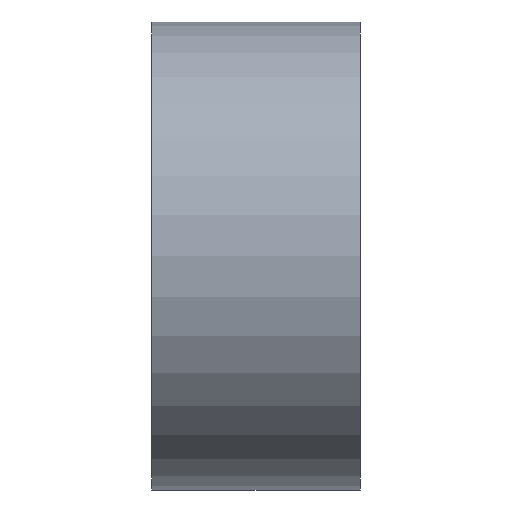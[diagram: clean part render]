
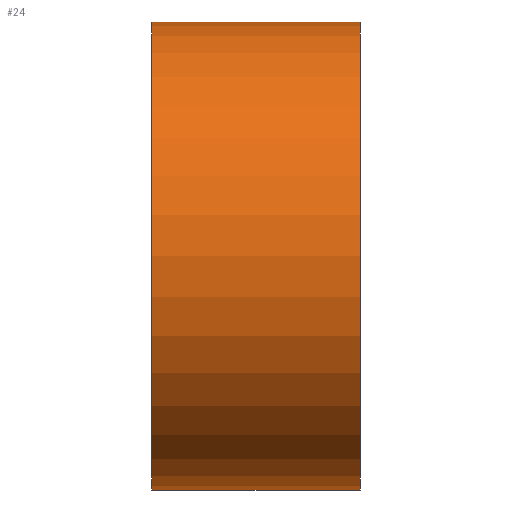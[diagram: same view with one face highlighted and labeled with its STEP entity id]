
A CAD part, left-side view. The second image highlights one B-rep face of the part: STEP entity #24.
In plain terms, the highlighted cylindrical face has radius 3.956 mm (diameter 7.912 mm), a partial arc.
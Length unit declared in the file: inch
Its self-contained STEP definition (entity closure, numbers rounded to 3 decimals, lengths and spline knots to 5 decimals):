
#24 = ADVANCED_FACE ( 'NONE', ( #491 ), #27, .T. ) ;
#25 = EDGE_CURVE ( 'NONE', #298, #65, #160, .T. ) ;
#27 = CYLINDRICAL_SURFACE ( 'NONE', #391, 0.15575 ) ;
#31 = CARTESIAN_POINT ( 'NONE',  ( 0., 0.06925, 0.15575 ) ) ;
#65 = VERTEX_POINT ( 'NONE', #31 ) ;
#102 = ORIENTED_EDGE ( 'NONE', *, *, #25, .F. ) ;
#120 = ORIENTED_EDGE ( 'NONE', *, *, #559, .T. ) ;
#145 = AXIS2_PLACEMENT_3D ( 'NONE', #192, #187, #184 ) ;
#160 = CIRCLE ( 'NONE', #392, 0.15575 ) ;
#184 = DIRECTION ( 'NONE',  ( 0., 0., 1. ) ) ;
#187 = DIRECTION ( 'NONE',  ( 0., 1., 0. ) ) ;
#192 = CARTESIAN_POINT ( 'NONE',  ( 0., -0.06925, 0. ) ) ;
#195 = CARTESIAN_POINT ( 'NONE',  ( 0., 0.06925, -0.15575 ) ) ;
#200 = ORIENTED_EDGE ( 'NONE', *, *, #556, .T. ) ;
#217 = DIRECTION ( 'NONE',  ( 0., -1., 0. ) ) ;
#250 = CARTESIAN_POINT ( 'NONE',  ( 0., 0.06925, -0.15575 ) ) ;
#255 = DIRECTION ( 'NONE',  ( 0., -1., 0. ) ) ;
#265 = DIRECTION ( 'NONE',  ( 0., 1., 0. ) ) ;
#266 = CARTESIAN_POINT ( 'NONE',  ( 0., 0.06925, 0.15575 ) ) ;
#280 = VERTEX_POINT ( 'NONE', #307 ) ;
#298 = VERTEX_POINT ( 'NONE', #195 ) ;
#300 = CIRCLE ( 'NONE', #145, 0.15575 ) ;
#301 = CARTESIAN_POINT ( 'NONE',  ( 0., -0.06925, 0.15575 ) ) ;
#307 = CARTESIAN_POINT ( 'NONE',  ( 0., -0.06925, -0.15575 ) ) ;
#312 = LINE ( 'NONE', #266, #415 ) ;
#325 = CARTESIAN_POINT ( 'NONE',  ( 0., 0.06925, 0. ) ) ;
#383 = DIRECTION ( 'NONE',  ( 0., -1., 0. ) ) ;
#391 = AXIS2_PLACEMENT_3D ( 'NONE', #468, #383, #394 ) ;
#392 = AXIS2_PLACEMENT_3D ( 'NONE', #325, #265, #526 ) ;
#394 = DIRECTION ( 'NONE',  ( 0., 0., -1. ) ) ;
#415 = VECTOR ( 'NONE', #255, 39.37008 ) ;
#468 = CARTESIAN_POINT ( 'NONE',  ( 0., 0.06925, 0. ) ) ;
#491 = FACE_OUTER_BOUND ( 'NONE', #501, .T. ) ;
#501 = EDGE_LOOP ( 'NONE', ( #541, #102, #200, #120 ) ) ;
#508 = VERTEX_POINT ( 'NONE', #301 ) ;
#509 = VECTOR ( 'NONE', #217, 39.37008 ) ;
#526 = DIRECTION ( 'NONE',  ( 0., 0., 1. ) ) ;
#527 = LINE ( 'NONE', #250, #509 ) ;
#541 = ORIENTED_EDGE ( 'NONE', *, *, #546, .F. ) ;
#546 = EDGE_CURVE ( 'NONE', #65, #508, #312, .T. ) ;
#556 = EDGE_CURVE ( 'NONE', #298, #280, #527, .T. ) ;
#559 = EDGE_CURVE ( 'NONE', #280, #508, #300, .T. ) ;
